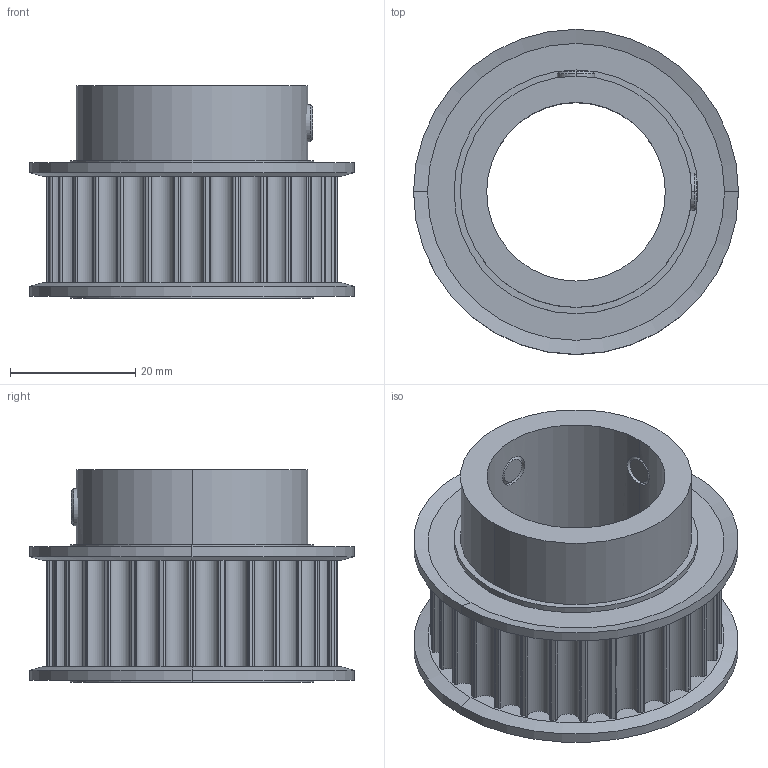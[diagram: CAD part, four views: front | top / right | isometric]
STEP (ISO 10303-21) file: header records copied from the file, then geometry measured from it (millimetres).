
FILE_DESCRIPTION (( 'STEP AP203' ), '1' );
FILE_NAME ('A30-5M15-SS-1125.step', '2023-08-24T19:08:16', ( '' ), ( '' ), 'SwSTEP 2.0', 'SolidWorks 2021', '' );
FILE_SCHEMA (( 'CONFIG_CONTROL_DESIGN' ));
Length unit declared in the file: millimetre
Products named in the file (1): A30-5M15-SS-1125
Bounding box: 52 x 52 x 34 mm (x, y, z)
Volume: 26097.8 mm3; surface area: 15407.2 mm2
Topology: 5 solids, 5 shells, 232 faces, 619 edges, 396 vertices
Faces by surface type: cylinder 173, cone 34, plane 25
Entity records: 7774 total; most frequent: CARTESIAN_POINT 1654, DIRECTION 1411, ORIENTED_EDGE 1230, EDGE_CURVE 615, AXIS2_PLACEMENT_3D 601, VERTEX_POINT 396, CIRCLE 368, EDGE_LOOP 245
